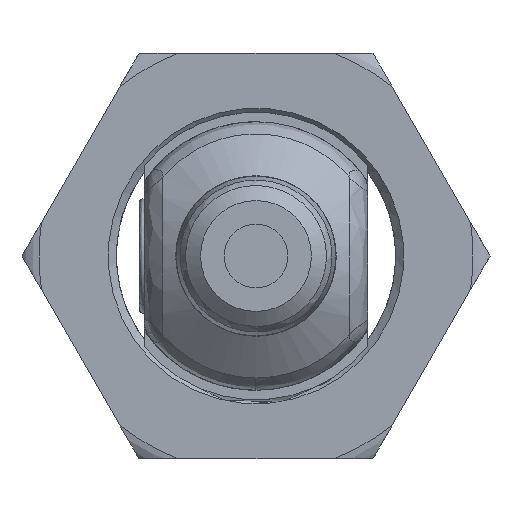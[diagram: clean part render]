
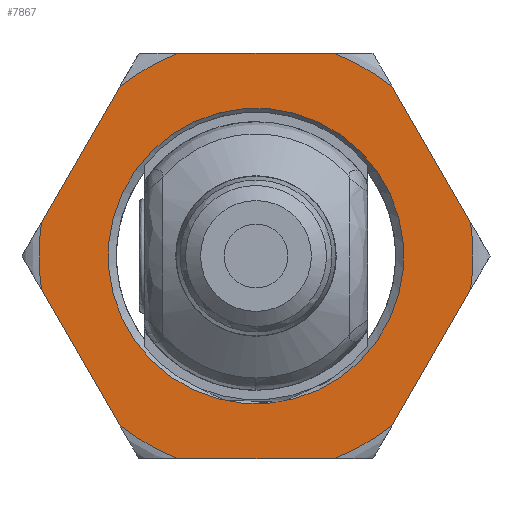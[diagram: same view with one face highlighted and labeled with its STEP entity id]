
A CAD part, left-side view. The second image highlights one B-rep face of the part: STEP entity #7867.
In plain terms, the highlighted planar face has unit normal (-1, 0, 0).
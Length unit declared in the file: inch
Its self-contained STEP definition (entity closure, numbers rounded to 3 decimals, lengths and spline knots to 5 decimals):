
#106 = ORIENTED_EDGE ( 'NONE', *, *, #2025, .F. ) ;
#162 = PLANE ( 'NONE',  #6489 ) ;
#246 = ORIENTED_EDGE ( 'NONE', *, *, #3774, .F. ) ;
#271 = CARTESIAN_POINT ( 'NONE',  ( 0.23447, 0., 0. ) ) ;
#367 = CARTESIAN_POINT ( 'NONE',  ( 0.23447, -0.19241, -0.49921 ) ) ;
#425 = DIRECTION ( 'NONE',  ( 1., 0., 0. ) ) ;
#444 = ORIENTED_EDGE ( 'NONE', *, *, #2608, .F. ) ;
#456 = ORIENTED_EDGE ( 'NONE', *, *, #6647, .F. ) ;
#469 = VECTOR ( 'NONE', #6822, 39.37008 ) ;
#771 = EDGE_CURVE ( 'NONE', #1242, #1220, #1909, .T. ) ;
#892 = LINE ( 'NONE', #2117, #933 ) ;
#933 = VECTOR ( 'NONE', #2655, 39.37008 ) ;
#973 = CARTESIAN_POINT ( 'NONE',  ( 0.23447, -0.33612, 0.41624 ) ) ;
#1122 = ORIENTED_EDGE ( 'NONE', *, *, #1536, .F. ) ;
#1220 = VERTEX_POINT ( 'NONE', #1255 ) ;
#1242 = VERTEX_POINT ( 'NONE', #5648 ) ;
#1255 = CARTESIAN_POINT ( 'NONE',  ( 0.23447, 0.52854, 0.08297 ) ) ;
#1342 = AXIS2_PLACEMENT_3D ( 'NONE', #5916, #2055, #1519 ) ;
#1519 = DIRECTION ( 'NONE',  ( 0., -0.09, 0.996 ) ) ;
#1536 = EDGE_CURVE ( 'NONE', #4426, #3591, #892, .T. ) ;
#1650 = ORIENTED_EDGE ( 'NONE', *, *, #6592, .F. ) ;
#1909 = CIRCLE ( 'NONE', #4132, 0.53501 ) ;
#1964 = CARTESIAN_POINT ( 'NONE',  ( 0.23447, 0., 0. ) ) ;
#2025 = EDGE_CURVE ( 'NONE', #6347, #6347, #7897, .T. ) ;
#2055 = DIRECTION ( 'NONE',  ( -1., 0., 0. ) ) ;
#2109 = DIRECTION ( 'NONE',  ( 1., 0., 0. ) ) ;
#2117 = CARTESIAN_POINT ( 'NONE',  ( 0.23447, -0.19241, -0.49921 ) ) ;
#2155 = LINE ( 'NONE', #4802, #3824 ) ;
#2228 = ORIENTED_EDGE ( 'NONE', *, *, #3521, .F. ) ;
#2287 = ORIENTED_EDGE ( 'NONE', *, *, #7695, .F. ) ;
#2289 = CIRCLE ( 'NONE', #6617, 0.53501 ) ;
#2372 = ORIENTED_EDGE ( 'NONE', *, *, #2983, .F. ) ;
#2400 = CARTESIAN_POINT ( 'NONE',  ( 0.23447, 0.33612, 0.41624 ) ) ;
#2499 = DIRECTION ( 'NONE',  ( 1., 0., 0. ) ) ;
#2502 = CARTESIAN_POINT ( 'NONE',  ( 0.23447, 0., 0. ) ) ;
#2553 = AXIS2_PLACEMENT_3D ( 'NONE', #5243, #2109, #7785 ) ;
#2608 = EDGE_CURVE ( 'NONE', #4027, #4853, #2155, .T. ) ;
#2644 = ORIENTED_EDGE ( 'NONE', *, *, #6479, .F. ) ;
#2655 = DIRECTION ( 'NONE',  ( 0., 1., 0. ) ) ;
#2700 = ORIENTED_EDGE ( 'NONE', *, *, #4700, .F. ) ;
#2754 = CARTESIAN_POINT ( 'NONE',  ( 0.23447, -0.33612, 0.41624 ) ) ;
#2766 = DIRECTION ( 'NONE',  ( 0., 0.09, -0.996 ) ) ;
#2879 = CARTESIAN_POINT ( 'NONE',  ( 0.23447, 0., 0. ) ) ;
#2983 = EDGE_CURVE ( 'NONE', #3591, #3887, #4488, .T. ) ;
#3000 = LINE ( 'NONE', #7978, #3488 ) ;
#3050 = DIRECTION ( 'NONE',  ( 0., 0.09, -0.996 ) ) ;
#3156 = FACE_BOUND ( 'NONE', #5704, .T. ) ;
#3181 = CARTESIAN_POINT ( 'NONE',  ( 0.23447, -0.03272, 0.3627 ) ) ;
#3211 = CIRCLE ( 'NONE', #2553, 0.53501 ) ;
#3371 = LINE ( 'NONE', #2754, #4524 ) ;
#3488 = VECTOR ( 'NONE', #7315, 39.37008 ) ;
#3521 = EDGE_CURVE ( 'NONE', #4998, #4027, #7533, .T. ) ;
#3535 = CARTESIAN_POINT ( 'NONE',  ( 0.23447, 0., 0. ) ) ;
#3553 = CARTESIAN_POINT ( 'NONE',  ( 0.23447, -0.52854, 0.08297 ) ) ;
#3582 = VERTEX_POINT ( 'NONE', #5332 ) ;
#3591 = VERTEX_POINT ( 'NONE', #6685 ) ;
#3675 = VERTEX_POINT ( 'NONE', #3553 ) ;
#3692 = VERTEX_POINT ( 'NONE', #7343 ) ;
#3774 = EDGE_CURVE ( 'NONE', #3692, #4426, #5043, .T. ) ;
#3806 = EDGE_LOOP ( 'NONE', ( #4315, #2644, #2700, #444, #2228, #456, #4409, #2287, #2372, #1122, #246, #1650 ) ) ;
#3824 = VECTOR ( 'NONE', #7301, 39.37008 ) ;
#3845 = DIRECTION ( 'NONE',  ( 0., 0.09, -0.996 ) ) ;
#3887 = VERTEX_POINT ( 'NONE', #6062 ) ;
#4027 = VERTEX_POINT ( 'NONE', #4935 ) ;
#4132 = AXIS2_PLACEMENT_3D ( 'NONE', #6912, #6790, #3050 ) ;
#4243 = EDGE_CURVE ( 'NONE', #3675, #3582, #2289, .T. ) ;
#4271 = DIRECTION ( 'NONE',  ( 1., 0., 0. ) ) ;
#4315 = ORIENTED_EDGE ( 'NONE', *, *, #4243, .F. ) ;
#4409 = ORIENTED_EDGE ( 'NONE', *, *, #771, .F. ) ;
#4426 = VERTEX_POINT ( 'NONE', #367 ) ;
#4488 = CIRCLE ( 'NONE', #7116, 0.53501 ) ;
#4524 = VECTOR ( 'NONE', #7233, 39.37008 ) ;
#4700 = EDGE_CURVE ( 'NONE', #4853, #4783, #3211, .T. ) ;
#4783 = VERTEX_POINT ( 'NONE', #973 ) ;
#4802 = CARTESIAN_POINT ( 'NONE',  ( 0.23447, 0.19241, 0.49921 ) ) ;
#4821 = LINE ( 'NONE', #6786, #7291 ) ;
#4853 = VERTEX_POINT ( 'NONE', #7875 ) ;
#4915 = AXIS2_PLACEMENT_3D ( 'NONE', #2879, #4271, #7937 ) ;
#4935 = CARTESIAN_POINT ( 'NONE',  ( 0.23447, 0.19241, 0.49921 ) ) ;
#4998 = VERTEX_POINT ( 'NONE', #2400 ) ;
#5043 = CIRCLE ( 'NONE', #5830, 0.53501 ) ;
#5243 = CARTESIAN_POINT ( 'NONE',  ( 0.23447, 0., 0. ) ) ;
#5332 = CARTESIAN_POINT ( 'NONE',  ( 0.23447, -0.52854, -0.08297 ) ) ;
#5431 = CARTESIAN_POINT ( 'NONE',  ( 0.23447, -0.52854, -0.08297 ) ) ;
#5648 = CARTESIAN_POINT ( 'NONE',  ( 0.23447, 0.52854, -0.08297 ) ) ;
#5675 = DIRECTION ( 'NONE',  ( 0., 0.09, -0.996 ) ) ;
#5704 = EDGE_LOOP ( 'NONE', ( #106 ) ) ;
#5830 = AXIS2_PLACEMENT_3D ( 'NONE', #271, #6354, #2766 ) ;
#5916 = CARTESIAN_POINT ( 'NONE',  ( 0.23447, 0., 0. ) ) ;
#6062 = CARTESIAN_POINT ( 'NONE',  ( 0.23447, 0.33612, -0.41624 ) ) ;
#6347 = VERTEX_POINT ( 'NONE', #3181 ) ;
#6354 = DIRECTION ( 'NONE',  ( 1., 0., 0. ) ) ;
#6479 = EDGE_CURVE ( 'NONE', #4783, #3675, #3371, .T. ) ;
#6489 = AXIS2_PLACEMENT_3D ( 'NONE', #1964, #2499, #5675 ) ;
#6592 = EDGE_CURVE ( 'NONE', #3582, #3692, #8022, .T. ) ;
#6617 = AXIS2_PLACEMENT_3D ( 'NONE', #2502, #7024, #3845 ) ;
#6647 = EDGE_CURVE ( 'NONE', #1220, #4998, #4821, .T. ) ;
#6685 = CARTESIAN_POINT ( 'NONE',  ( 0.23447, 0.19241, -0.49921 ) ) ;
#6786 = CARTESIAN_POINT ( 'NONE',  ( 0.23447, 0.52854, 0.08297 ) ) ;
#6790 = DIRECTION ( 'NONE',  ( 1., 0., 0. ) ) ;
#6822 = DIRECTION ( 'NONE',  ( 0., 0.5, -0.866 ) ) ;
#6912 = CARTESIAN_POINT ( 'NONE',  ( 0.23447, 0., 0. ) ) ;
#6936 = FACE_OUTER_BOUND ( 'NONE', #3806, .T. ) ;
#7024 = DIRECTION ( 'NONE',  ( 1., 0., 0. ) ) ;
#7116 = AXIS2_PLACEMENT_3D ( 'NONE', #3535, #425, #8024 ) ;
#7233 = DIRECTION ( 'NONE',  ( 0., -0.5, -0.866 ) ) ;
#7291 = VECTOR ( 'NONE', #7983, 39.37008 ) ;
#7301 = DIRECTION ( 'NONE',  ( 0., -1., 0. ) ) ;
#7315 = DIRECTION ( 'NONE',  ( 0., 0.5, 0.866 ) ) ;
#7343 = CARTESIAN_POINT ( 'NONE',  ( 0.23447, -0.33612, -0.41624 ) ) ;
#7533 = CIRCLE ( 'NONE', #4915, 0.53501 ) ;
#7695 = EDGE_CURVE ( 'NONE', #3887, #1242, #3000, .T. ) ;
#7785 = DIRECTION ( 'NONE',  ( 0., 0.09, -0.996 ) ) ;
#7867 = ADVANCED_FACE ( 'NONE', ( #6936, #3156 ), #162, .F. ) ;
#7875 = CARTESIAN_POINT ( 'NONE',  ( 0.23447, -0.19241, 0.49921 ) ) ;
#7897 = CIRCLE ( 'NONE', #1342, 0.36417 ) ;
#7937 = DIRECTION ( 'NONE',  ( 0., 0.09, -0.996 ) ) ;
#7978 = CARTESIAN_POINT ( 'NONE',  ( 0.23447, 0.33612, -0.41624 ) ) ;
#7983 = DIRECTION ( 'NONE',  ( 0., -0.5, 0.866 ) ) ;
#8022 = LINE ( 'NONE', #5431, #469 ) ;
#8024 = DIRECTION ( 'NONE',  ( 0., 0.09, -0.996 ) ) ;
